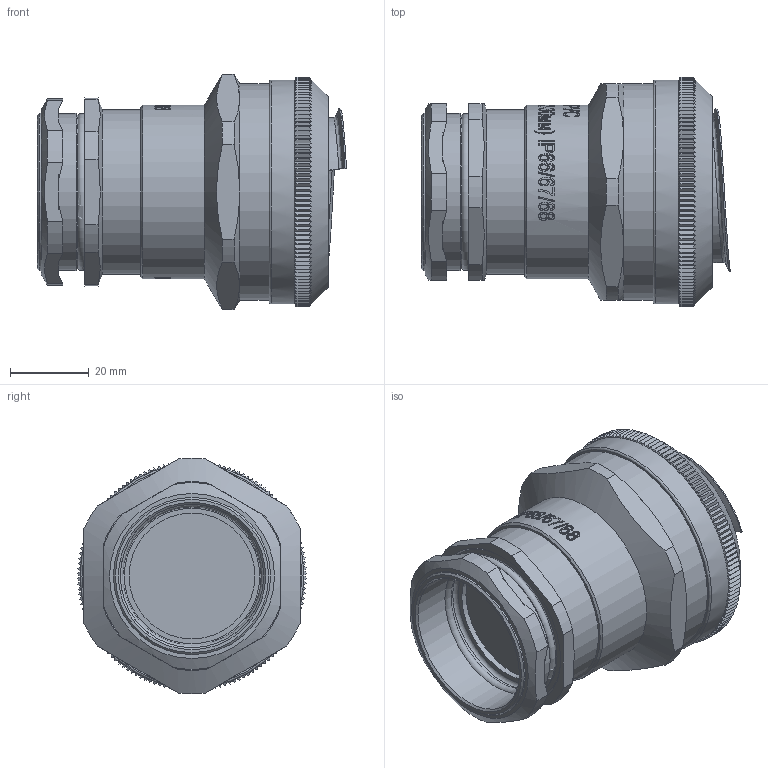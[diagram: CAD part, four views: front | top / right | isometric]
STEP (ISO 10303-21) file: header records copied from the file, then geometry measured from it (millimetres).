
FILE_DESCRIPTION(/* description */ (''),/* implementation_level */ '2;1');
FILE_NAME(/* name */ 'Модель ВК-М40-30-МР38.stp',/* time_stamp */ '2020-07-16T16:55:30+07:00',/* author */ ('Борисов Е'),/* organization */ (''),/* preprocessor_version */ 'ST-DEVELOPER v17',/* originating_system */ 'Autodesk Inventor 2019',/* authorisation */ '');
FILE_SCHEMA (('AUTOMOTIVE_DESIGN { 1 0 10303 214 3 1 1 }'));
Length unit declared in the file: millimetre
Products named in the file (1): Модель ВК-М4
0-30-МР38
Bounding box: 78.65 x 58.31 x 59.96 mm (x, y, z)
Volume: 96815.3 mm3; surface area: 30731.4 mm2
Topology: 2 solids, 2 shells, 1029 faces, 2609 edges, 1651 vertices
Faces by surface type: plane 455, bspline 311, cone 167, cylinder 90, torus 6
Full cylindrical faces by diameter (mm): 32 x1, 36.5 x2, 37 x1, 37.8 x1, 40 x2, 42 x1, 44.2 x1, 46 x1, 46.8 x1, 48.2 x1, 52 x1, 53.4 x1, 55 x1, 57 x1
Entity records: 38346 total; most frequent: CARTESIAN_POINT 16137, ORIENTED_EDGE 5218, DIRECTION 3270, EDGE_CURVE 2609, VERTEX_POINT 1651, AXIS2_PLACEMENT_3D 1175, EDGE_LOOP 1098, FACE_OUTER_BOUND 1029
